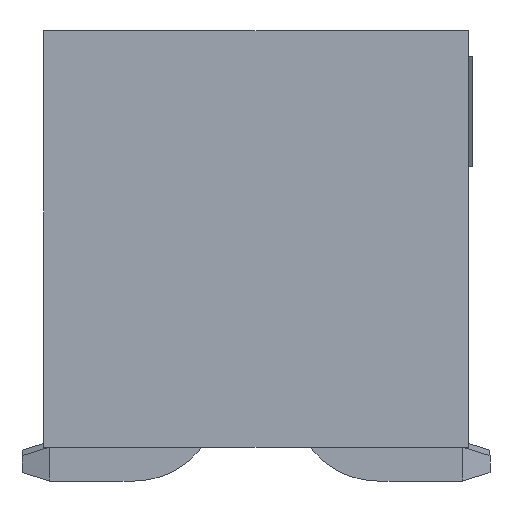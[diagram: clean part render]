
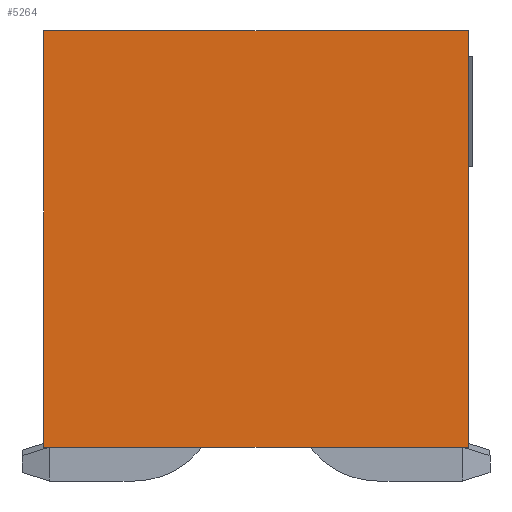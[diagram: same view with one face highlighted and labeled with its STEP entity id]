
A CAD part, left-side view. The second image highlights one B-rep face of the part: STEP entity #5264.
In plain terms, the highlighted planar face has unit normal (-1, 0, 0).
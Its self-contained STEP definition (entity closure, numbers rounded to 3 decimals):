
#727=ORIENTED_EDGE('',*,*,#1506,.F.);
#728=ORIENTED_EDGE('',*,*,#1492,.F.);
#729=ORIENTED_EDGE('',*,*,#1241,.T.);
#730=ORIENTED_EDGE('',*,*,#1612,.T.);
#1241=EDGE_CURVE('',#1814,#1813,#2181,.T.);
#1492=EDGE_CURVE('',#1814,#1990,#2432,.T.);
#1506=EDGE_CURVE('',#1990,#1997,#2446,.T.);
#1612=EDGE_CURVE('',#1813,#1997,#2552,.T.);
#1813=VERTEX_POINT('',#6607);
#1814=VERTEX_POINT('',#6609);
#1990=VERTEX_POINT('',#7103);
#1997=VERTEX_POINT('',#7125);
#2181=LINE('',#6608,#2749);
#2432=LINE('',#7102,#3000);
#2446=LINE('',#7124,#3014);
#2552=LINE('',#7334,#3120);
#2749=VECTOR('',#5602,1000.);
#3000=VECTOR('',#5987,1000.);
#3014=VECTOR('',#6003,1000.);
#3120=VECTOR('',#6161,1000.);
#3418=EDGE_LOOP('',(#727,#728,#729,#730));
#3628=FACE_BOUND('',#3418,.T.);
#3823=PLANE('',#5470);
#5264=ADVANCED_FACE('',(#3628),#3823,.T.);
#5470=AXIS2_PLACEMENT_3D('',#7335,#6162,#6163);
#5602=DIRECTION('',(0.,0.,1.));
#5987=DIRECTION('',(0.,1.,0.));
#6003=DIRECTION('',(0.,0.,1.));
#6161=DIRECTION('',(0.,1.,0.));
#6162=DIRECTION('',(-1.,0.,0.));
#6163=DIRECTION('',(0.,0.,1.));
#6607=CARTESIAN_POINT('',(-7.62,-2.5,2.45));
#6608=CARTESIAN_POINT('',(-7.62,-2.5,-2.45));
#6609=CARTESIAN_POINT('',(-7.62,-2.5,-2.45));
#7102=CARTESIAN_POINT('',(-7.62,-2.5,-2.45));
#7103=CARTESIAN_POINT('',(-7.62,2.5,-2.45));
#7124=CARTESIAN_POINT('',(-7.62,2.5,-2.45));
#7125=CARTESIAN_POINT('',(-7.62,2.5,2.45));
#7334=CARTESIAN_POINT('',(-7.62,-2.5,2.45));
#7335=CARTESIAN_POINT('',(-7.62,-2.5,-2.45));
